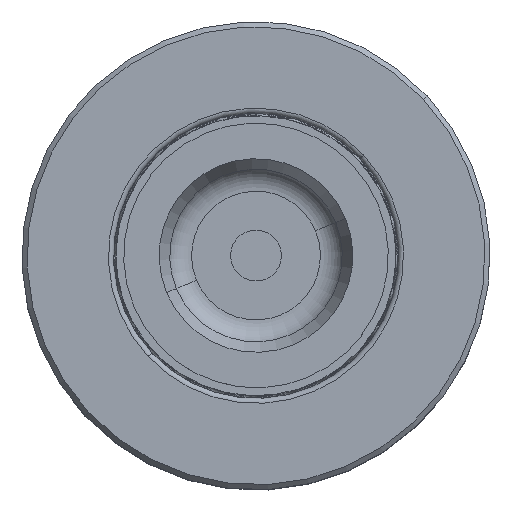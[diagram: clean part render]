
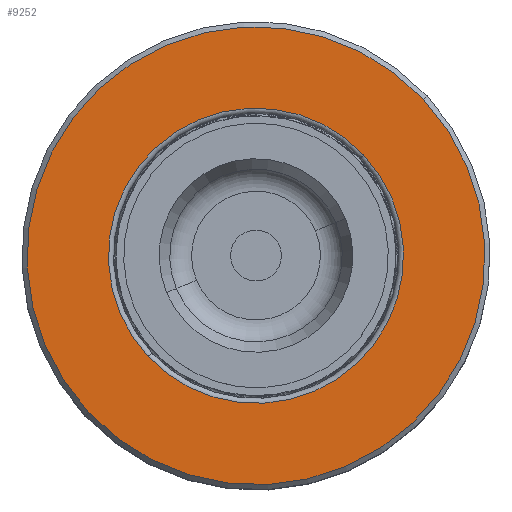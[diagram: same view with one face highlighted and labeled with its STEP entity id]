
A CAD part, top view. The second image highlights one B-rep face of the part: STEP entity #9252.
In plain terms, the highlighted face is planar.
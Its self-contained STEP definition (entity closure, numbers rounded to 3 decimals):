
#86 = ORIENTED_EDGE ( 'NONE', *, *, #8888, .T. ) ;
#986 = AXIS2_PLACEMENT_3D ( 'NONE', #4906, #8687, #20056 ) ;
#1458 = CARTESIAN_POINT ( 'NONE',  ( 0., 15.687, 22.5 ) ) ;
#1829 = CARTESIAN_POINT ( 'NONE',  ( 0., 15.687, 0. ) ) ;
#2624 = CIRCLE ( 'NONE', #11150, 22.5 ) ;
#4513 = DIRECTION ( 'NONE',  ( 0., -1., 0. ) ) ;
#4552 = DIRECTION ( 'NONE',  ( 0., -1., 0. ) ) ;
#4696 = AXIS2_PLACEMENT_3D ( 'NONE', #38302, #4513, #8763 ) ;
#4906 = CARTESIAN_POINT ( 'NONE',  ( 22.5, 15.687, 0. ) ) ;
#5768 = DIRECTION ( 'NONE',  ( 0., 0., -1. ) ) ;
#6576 = EDGE_LOOP ( 'NONE', ( #22801, #86 ) ) ;
#8687 = DIRECTION ( 'NONE',  ( 0., 1., 0. ) ) ;
#8763 = DIRECTION ( 'NONE',  ( 0., 0., -1. ) ) ;
#8888 = EDGE_CURVE ( 'NONE', #42026, #18890, #21247, .T. ) ;
#9252 = ADVANCED_FACE ( 'NONE', ( #16516, #22461 ), #12801, .T. ) ;
#11150 = AXIS2_PLACEMENT_3D ( 'NONE', #1829, #12735, #5768 ) ;
#12418 = VERTEX_POINT ( 'NONE', #46679 ) ;
#12735 = DIRECTION ( 'NONE',  ( 0., -1., 0. ) ) ;
#12801 = PLANE ( 'NONE',  #986 ) ;
#15148 = DIRECTION ( 'NONE',  ( 0., 0., -1. ) ) ;
#16516 = FACE_BOUND ( 'NONE', #6576, .T. ) ;
#17675 = AXIS2_PLACEMENT_3D ( 'NONE', #42326, #4552, #38509 ) ;
#18110 = EDGE_CURVE ( 'NONE', #19780, #12418, #2624, .T. ) ;
#18709 = AXIS2_PLACEMENT_3D ( 'NONE', #25851, #26360, #15148 ) ;
#18890 = VERTEX_POINT ( 'NONE', #25148 ) ;
#19780 = VERTEX_POINT ( 'NONE', #1458 ) ;
#19939 = EDGE_LOOP ( 'NONE', ( #42671, #44229 ) ) ;
#20056 = DIRECTION ( 'NONE',  ( 0., 0., 1. ) ) ;
#21247 = CIRCLE ( 'NONE', #18709, 14.5 ) ;
#22461 = FACE_OUTER_BOUND ( 'NONE', #19939, .T. ) ;
#22801 = ORIENTED_EDGE ( 'NONE', *, *, #45944, .T. ) ;
#25148 = CARTESIAN_POINT ( 'NONE',  ( 0., 15.687, -14.5 ) ) ;
#25851 = CARTESIAN_POINT ( 'NONE',  ( 0., 15.687, 0. ) ) ;
#26360 = DIRECTION ( 'NONE',  ( 0., -1., 0. ) ) ;
#28790 = CIRCLE ( 'NONE', #4696, 22.5 ) ;
#34919 = CARTESIAN_POINT ( 'NONE',  ( 0., 15.687, 14.5 ) ) ;
#38302 = CARTESIAN_POINT ( 'NONE',  ( 0., 15.687, 0. ) ) ;
#38509 = DIRECTION ( 'NONE',  ( 0., 0., -1. ) ) ;
#42026 = VERTEX_POINT ( 'NONE', #34919 ) ;
#42326 = CARTESIAN_POINT ( 'NONE',  ( 0., 15.687, 0. ) ) ;
#42671 = ORIENTED_EDGE ( 'NONE', *, *, #44759, .F. ) ;
#44229 = ORIENTED_EDGE ( 'NONE', *, *, #18110, .F. ) ;
#44759 = EDGE_CURVE ( 'NONE', #12418, #19780, #28790, .T. ) ;
#45944 = EDGE_CURVE ( 'NONE', #18890, #42026, #46452, .T. ) ;
#46452 = CIRCLE ( 'NONE', #17675, 14.5 ) ;
#46679 = CARTESIAN_POINT ( 'NONE',  ( 0., 15.687, -22.5 ) ) ;
